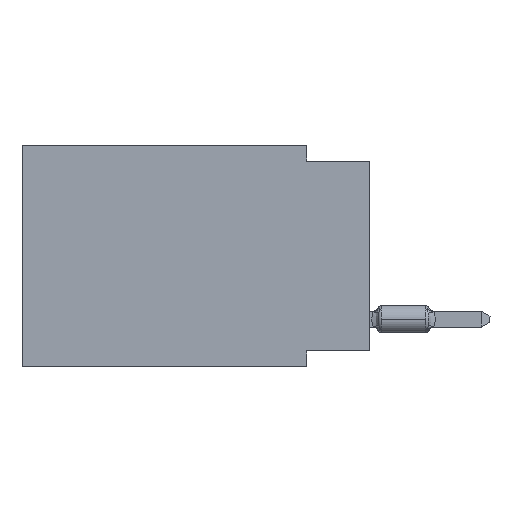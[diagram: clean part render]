
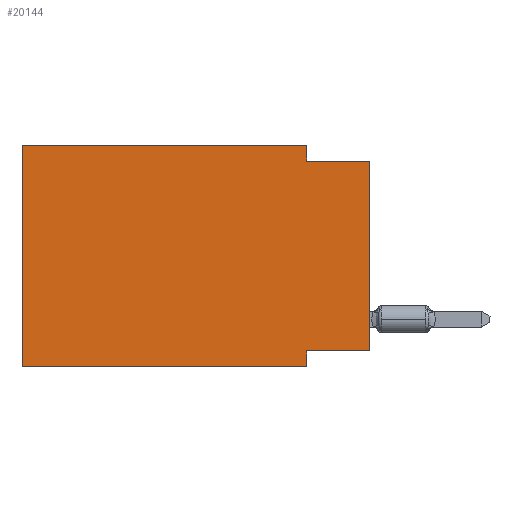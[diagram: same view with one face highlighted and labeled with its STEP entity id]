
A CAD part, left-side view. The second image highlights one B-rep face of the part: STEP entity #20144.
In plain terms, the highlighted planar face has unit normal (-1, 0, 0).
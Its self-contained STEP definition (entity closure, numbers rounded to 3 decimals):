
#575 = EDGE_CURVE ( 'NONE', #13829, #1491, #6645, .T. ) ;
#605 = EDGE_CURVE ( 'NONE', #21026, #11473, #13796, .T. ) ;
#794 = ORIENTED_EDGE ( 'NONE', *, *, #18690, .F. ) ;
#1244 = DIRECTION ( 'NONE',  ( 0., -1., 0. ) ) ;
#1446 = VECTOR ( 'NONE', #22978, 1000. ) ;
#1491 = VERTEX_POINT ( 'NONE', #2616 ) ;
#1997 = CARTESIAN_POINT ( 'NONE',  ( 0., 2.54, -8.89 ) ) ;
#2480 = VERTEX_POINT ( 'NONE', #14634 ) ;
#2616 = CARTESIAN_POINT ( 'NONE',  ( 0., 2.54, -8.255 ) ) ;
#2621 = DIRECTION ( 'NONE',  ( 0., 0., 1. ) ) ;
#2792 = DIRECTION ( 'NONE',  ( 0., 1., 0. ) ) ;
#3057 = LINE ( 'NONE', #5105, #5176 ) ;
#3198 = EDGE_CURVE ( 'NONE', #13829, #23640, #17123, .T. ) ;
#3934 = EDGE_CURVE ( 'NONE', #1491, #22304, #14995, .T. ) ;
#4008 = LINE ( 'NONE', #11863, #19480 ) ;
#4850 = VERTEX_POINT ( 'NONE', #19264 ) ;
#5105 = CARTESIAN_POINT ( 'NONE',  ( 0., 13.97, -8.89 ) ) ;
#5176 = VECTOR ( 'NONE', #1244, 1000. ) ;
#5800 = DIRECTION ( 'NONE',  ( 0., 0., -1. ) ) ;
#6290 = DIRECTION ( 'NONE',  ( 0., -1., 0. ) ) ;
#6534 = CARTESIAN_POINT ( 'NONE',  ( 0., 0., -8.255 ) ) ;
#6645 = LINE ( 'NONE', #6534, #21966 ) ;
#7306 = CARTESIAN_POINT ( 'NONE',  ( 0., 2.54, 0. ) ) ;
#7459 = EDGE_CURVE ( 'NONE', #4850, #22304, #3057, .T. ) ;
#7664 = LINE ( 'NONE', #16967, #14001 ) ;
#7731 = EDGE_CURVE ( 'NONE', #2480, #21026, #4008, .T. ) ;
#9692 = CARTESIAN_POINT ( 'NONE',  ( 0., 13.97, 0. ) ) ;
#9719 = CARTESIAN_POINT ( 'NONE',  ( 0., 13.97, 0. ) ) ;
#9733 = VECTOR ( 'NONE', #5800, 1000. ) ;
#9755 = AXIS2_PLACEMENT_3D ( 'NONE', #9692, #16948, #11401 ) ;
#11401 = DIRECTION ( 'NONE',  ( 0., 0., -1. ) ) ;
#11473 = VERTEX_POINT ( 'NONE', #21798 ) ;
#11863 = CARTESIAN_POINT ( 'NONE',  ( 0., 13.97, 0. ) ) ;
#13006 = DIRECTION ( 'NONE',  ( 0., -1., 0. ) ) ;
#13086 = ORIENTED_EDGE ( 'NONE', *, *, #7731, .F. ) ;
#13132 = ORIENTED_EDGE ( 'NONE', *, *, #7459, .T. ) ;
#13238 = CARTESIAN_POINT ( 'NONE',  ( 0., 0., -0.635 ) ) ;
#13669 = ORIENTED_EDGE ( 'NONE', *, *, #3198, .T. ) ;
#13796 = LINE ( 'NONE', #13912, #1446 ) ;
#13829 = VERTEX_POINT ( 'NONE', #17278 ) ;
#13912 = CARTESIAN_POINT ( 'NONE',  ( 0., 2.54, 0. ) ) ;
#14001 = VECTOR ( 'NONE', #13006, 1000. ) ;
#14634 = CARTESIAN_POINT ( 'NONE',  ( 0., 13.97, 0. ) ) ;
#14784 = FACE_OUTER_BOUND ( 'NONE', #17333, .T. ) ;
#14995 = LINE ( 'NONE', #22368, #9733 ) ;
#15355 = ORIENTED_EDGE ( 'NONE', *, *, #3934, .F. ) ;
#16948 = DIRECTION ( 'NONE',  ( 1., 0., 0. ) ) ;
#16967 = CARTESIAN_POINT ( 'NONE',  ( 0., 0., -0.635 ) ) ;
#17058 = PLANE ( 'NONE',  #9755 ) ;
#17123 = LINE ( 'NONE', #23042, #18964 ) ;
#17278 = CARTESIAN_POINT ( 'NONE',  ( 0., 0., -8.255 ) ) ;
#17333 = EDGE_LOOP ( 'NONE', ( #13669, #794, #22088, #13086, #21192, #13132, #15355, #21943 ) ) ;
#18690 = EDGE_CURVE ( 'NONE', #11473, #23640, #7664, .T. ) ;
#18904 = DIRECTION ( 'NONE',  ( 0., 0., 1. ) ) ;
#18964 = VECTOR ( 'NONE', #2621, 1000. ) ;
#19264 = CARTESIAN_POINT ( 'NONE',  ( 0., 13.97, -8.89 ) ) ;
#19480 = VECTOR ( 'NONE', #6290, 1000. ) ;
#19739 = EDGE_CURVE ( 'NONE', #4850, #2480, #20829, .T. ) ;
#20144 = ADVANCED_FACE ( 'NONE', ( #14784 ), #17058, .F. ) ;
#20829 = LINE ( 'NONE', #9719, #21380 ) ;
#21026 = VERTEX_POINT ( 'NONE', #7306 ) ;
#21192 = ORIENTED_EDGE ( 'NONE', *, *, #19739, .F. ) ;
#21380 = VECTOR ( 'NONE', #18904, 1000. ) ;
#21798 = CARTESIAN_POINT ( 'NONE',  ( 0., 2.54, -0.635 ) ) ;
#21943 = ORIENTED_EDGE ( 'NONE', *, *, #575, .F. ) ;
#21966 = VECTOR ( 'NONE', #2792, 1000. ) ;
#22088 = ORIENTED_EDGE ( 'NONE', *, *, #605, .F. ) ;
#22304 = VERTEX_POINT ( 'NONE', #1997 ) ;
#22368 = CARTESIAN_POINT ( 'NONE',  ( 0., 2.54, -8.89 ) ) ;
#22978 = DIRECTION ( 'NONE',  ( 0., 0., -1. ) ) ;
#23042 = CARTESIAN_POINT ( 'NONE',  ( 0., 0., 0. ) ) ;
#23640 = VERTEX_POINT ( 'NONE', #13238 ) ;
